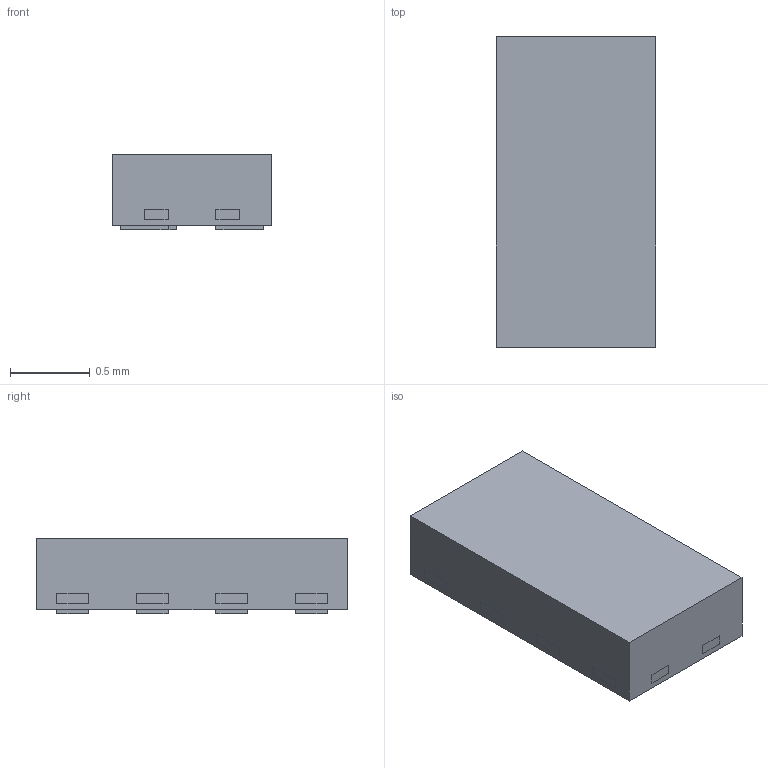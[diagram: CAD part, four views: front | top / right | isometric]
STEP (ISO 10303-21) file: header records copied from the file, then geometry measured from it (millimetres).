
FILE_DESCRIPTION((''),'2;1');
FILE_NAME('DTT0008A_ASM','2021-08-30T08:56:34',('a0412086'),(''),'CREO PARAMETRIC BY PTC INC, 2018500','CREO PARAMETRIC BY PTC INC, 2018500','');
FILE_SCHEMA(('CONFIG_CONTROL_DESIGN','SHAPE_APPEARANCE_LAYERS_GROUPS'));
Length unit declared in the file: millimetre
Products named in the file (4): BODY-SON; FRAME-DTT0008A; PIN1-ID; DTT0008A_ASM
Assembly tree (3 placements, depth 2):
  DTT0008A_ASM
    BODY-SON
    FRAME-DTT0008A
    PIN1-ID
Bounding box: 1 x 1.95 x 0.47 mm (x, y, z)
Volume: 0.9 mm3; surface area: 9.9 mm2
Topology: 9 solids, 9 shells, 142 faces, 384 edges, 256 vertices
Faces by surface type: plane 142
Entity records: 5852 total; most frequent: CARTESIAN_POINT 789, ORIENTED_EDGE 768, DIRECTION 682, PRESENTATION_STYLE_ASSIGNMENT 405, STYLED_ITEM 393, VECTOR 384, LINE 384, CURVE_STYLE 384
